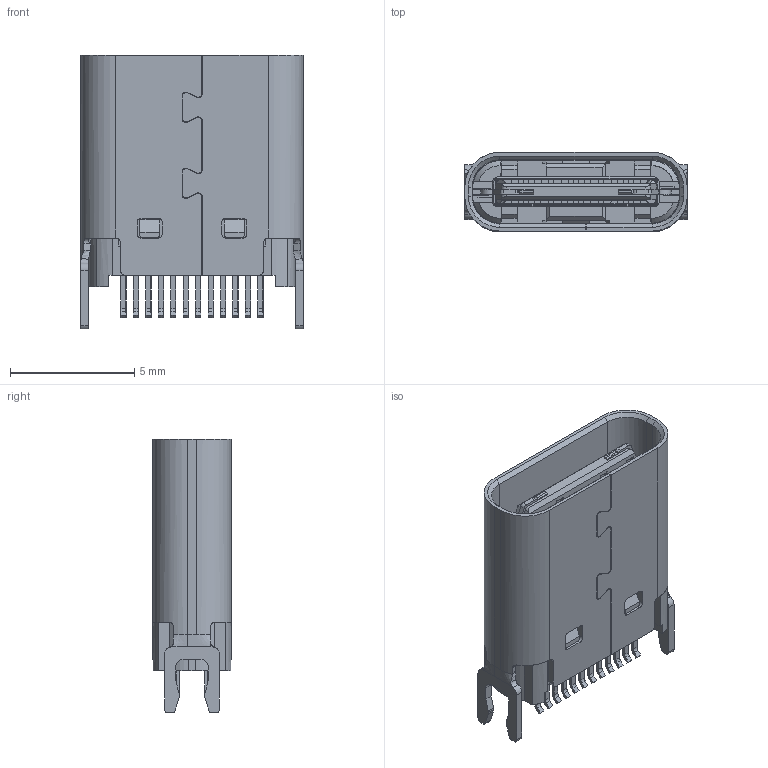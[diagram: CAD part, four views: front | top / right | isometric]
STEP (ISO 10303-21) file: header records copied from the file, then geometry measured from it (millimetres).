
FILE_DESCRIPTION(('CoCreate Modeling STEP Export'),'2;1');
FILE_NAME('014101020-055 C F 夹板式1.0短体 .stp','2016-09-14T14:24:17',(''),(''),'CoCreate Modeling STEP processor for AP214 (Solid Model)','CoCreate Modeling 16.00 13-May-2008 (C) Parametric Technology GmbH','');
FILE_SCHEMA(('AUTOMOTIVE_DESIGN { 1 0 10303 214 1 1 1 1 }'));
Length unit declared in the file: millimetre
Products named in the file (170): MSBR; 11.stp; LAYER.14; 挂勾; 弹片.5.1.1; 铁壳.8; 542DDD.1; LAYER; LAYER.7; LAYER.8; LAYER.9; LAYER.6; LAYER.10; LAYER.1; LAYER.11; LAYER.15; LAYER.2; LAYER.5; LAYER.4; LAYER.3; LAYER.12; a1; p20.1.2.1; 半成品.1; 半成品.1.1; a1.1; C-DIP-SMT-5.27.1; CF3.1-DIP-SMT-5.27; 铁壳; MSBR.1.1.1.1; MSBR.1.1.1; 弹片.stp; MD件.1; 铁片; 1.0改后16.5.14夹板1.O; 014101010-034_USB_C_F_夹板式1.0_CONN.stp
Assembly tree (169 placements, depth 10):
  014101010-034_USB_C_F_夹板式1.0_CONN.stp
    1.0改后16.5.14夹板1.O
      挂勾
        铁片
          11.stp
            MSBR
        MD件.1
      弹片.stp
        MSBR.1.1.1
          MSBR.1.1.1.1
      铁壳
      CF3.1-DIP-SMT-5.27
        C-DIP-SMT-5.27.1
          半成品.1
            半成品.1
              a1.1
                LAYER.12
                  LAYER
                LAYER.3
                  LAYER
                LAYER.4
                  LAYER
                LAYER.5
                  LAYER
                LAYER.2
                  LAYER
                LAYER.15
                  LAYER
                LAYER.11
                  LAYER
                LAYER.1
                  LAYER
                LAYER.10
                  LAYER
                LAYER
                LAYER.6
                  LAYER
                LAYER.9
                  LAYER
                LAYER.8
                  LAYER
                LAYER.7
                  LAYER
              a1
                LAYER.12
                  LAYER
                LAYER.3
                  LAYER
                LAYER.4
                  LAYER
                LAYER.5
                  LAYER
                LAYER.2
                  LAYER
                LAYER.15
                  LAYER
                LAYER.11
                  LAYER
                LAYER.1
                  LAYER
Bounding box: 8.94 x 3.17 x 11 mm (x, y, z)
Volume: 63.2 mm3; surface area: 792.2 mm2
Topology: 4 solids, 9 shells, 1303 faces, 3955 edges, 2675 vertices
Faces by surface type: plane 1002, cylinder 262, cone 24, bspline 15
Entity records: 51123 total; most frequent: CARTESIAN_POINT 8786, ORIENTED_EDGE 7894, DIRECTION 7162, EDGE_CURVE 3961, VECTOR 3264, LINE 3264, VERTEX_POINT 2674, AXIS2_PLACEMENT_3D 1949
